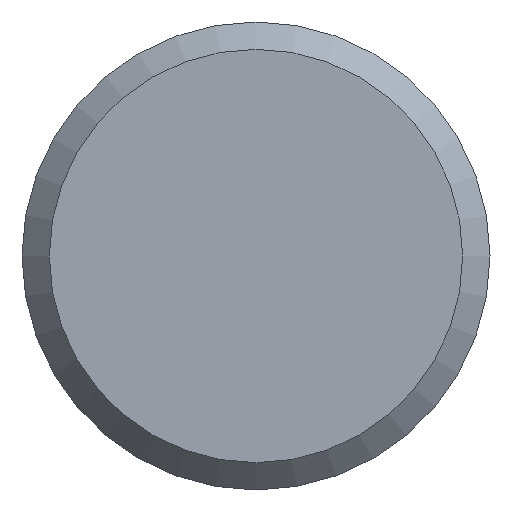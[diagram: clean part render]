
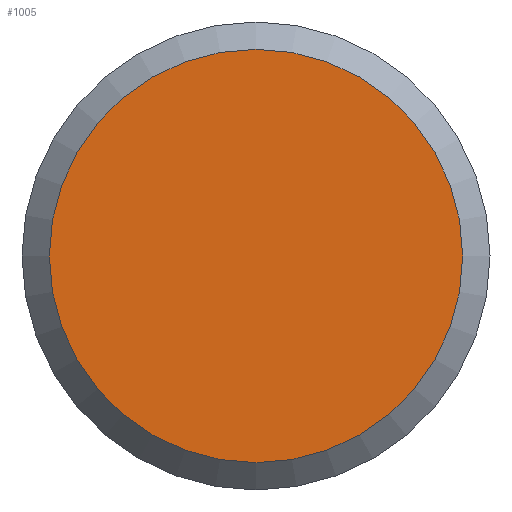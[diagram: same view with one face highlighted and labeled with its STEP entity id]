
A CAD part, front view. The second image highlights one B-rep face of the part: STEP entity #1005.
In plain terms, the highlighted planar face has unit normal (0, -1, 0).
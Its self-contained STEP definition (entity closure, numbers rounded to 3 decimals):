
#204=FACE_OUTER_BOUND('',#266,.T.);
#266=EDGE_LOOP('',(#651));
#349=CIRCLE('',#1090,5.3);
#412=VERTEX_POINT('',#1522);
#508=EDGE_CURVE('',#412,#412,#349,.T.);
#651=ORIENTED_EDGE('',*,*,#508,.T.);
#914=PLANE('',#1092);
#1005=ADVANCED_FACE('',(#204),#914,.T.);
#1090=AXIS2_PLACEMENT_3D('',#1523,#1224,#1225);
#1092=AXIS2_PLACEMENT_3D('',#1527,#1229,#1230);
#1224=DIRECTION('center_axis',(0.,-1.,0.));
#1225=DIRECTION('ref_axis',(-1.,0.,0.));
#1229=DIRECTION('center_axis',(0.,-1.,0.));
#1230=DIRECTION('ref_axis',(0.,0.,
1.));
#1522=CARTESIAN_POINT('',(5.3,-1.,0.));
#1523=CARTESIAN_POINT('Origin',(0.,-1.,0.));
#1527=CARTESIAN_POINT('Origin',(-2.55,-1.,0.));
